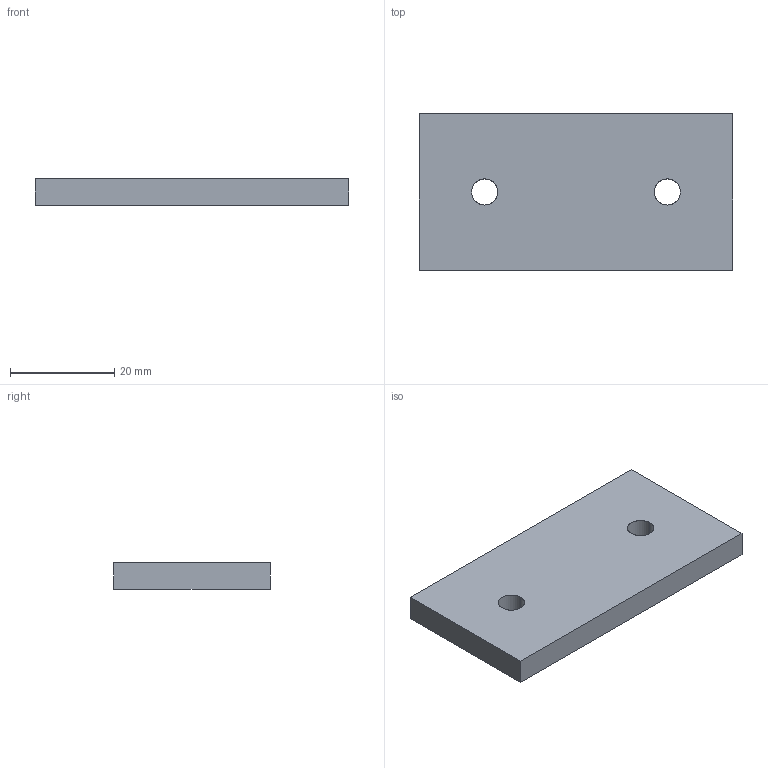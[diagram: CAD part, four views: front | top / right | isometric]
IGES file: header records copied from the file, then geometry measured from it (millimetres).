
Start section: SolidWorks IGES file using analytic representation for surfaces
Global section: file name: Renforts taquets.IGS; native system: SolidWorks 2010; preprocessor: SolidWorks 2010; author: Olivier; date: 200304.182628; units: millimetre
Bounding box: 60 x 30 x 5 mm (x, y, z)
Surface area: 4578.5 mm2 (no closed solid volume)
Topology: 0 solids, 0 shells, 10 faces, 168 edges, 168 vertices
Faces by surface type: bspline 6, revolution 4
